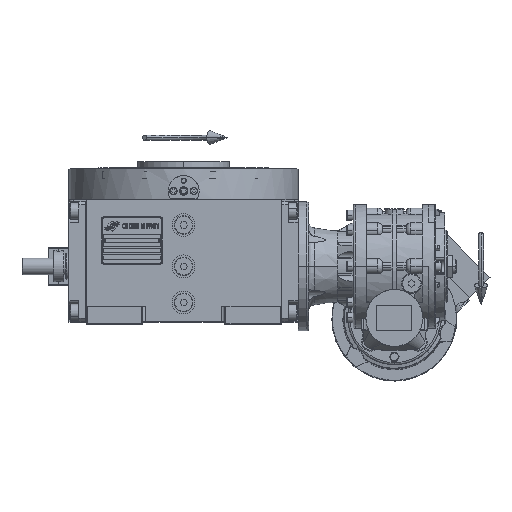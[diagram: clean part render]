
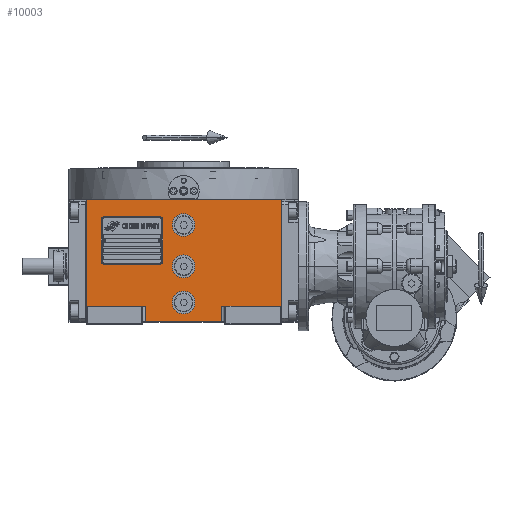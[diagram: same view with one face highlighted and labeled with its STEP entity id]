
A CAD part, top view. The second image highlights one B-rep face of the part: STEP entity #10003.
In plain terms, the highlighted planar face has unit normal (0, 0, 1).
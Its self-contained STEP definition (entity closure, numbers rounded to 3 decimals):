
#665 = VECTOR ( 'NONE', #36743, 1000. ) ;
#1199 = VECTOR ( 'NONE', #78561, 1000. ) ;
#1635 = EDGE_CURVE ( 'NONE', #50068, #19319, #73785, .T. ) ;
#2429 = VECTOR ( 'NONE', #27567, 1000. ) ;
#3835 = CIRCLE ( 'NONE', #73678, 11. ) ;
#4361 = CARTESIAN_POINT ( 'NONE',  ( 0., 0., 163.5 ) ) ;
#5480 = DIRECTION ( 'NONE',  ( 0., -1., 0. ) ) ;
#5897 = ORIENTED_EDGE ( 'NONE', *, *, #1635, .F. ) ;
#6182 = VERTEX_POINT ( 'NONE', #80418 ) ;
#6588 = ORIENTED_EDGE ( 'NONE', *, *, #9411, .F. ) ;
#6803 = EDGE_CURVE ( 'NONE', #97858, #123140, #123279, .T. ) ;
#7035 = CARTESIAN_POINT ( 'NONE',  ( -94.5, -38.5, 163.5 ) ) ;
#7602 = AXIS2_PLACEMENT_3D ( 'NONE', #99087, #59966, #38154 ) ;
#8667 = ORIENTED_EDGE ( 'NONE', *, *, #40797, .F. ) ;
#8929 = FACE_OUTER_BOUND ( 'NONE', #85620, .T. ) ;
#9411 = EDGE_CURVE ( 'NONE', #54856, #49660, #96267, .T. ) ;
#10003 = ADVANCED_FACE ( 'NONE', ( #99740, #19539, #130841, #8929 ), #58668, .T. ) ;
#13165 = CARTESIAN_POINT ( 'NONE',  ( -37., -53.5, 163.5 ) ) ;
#13250 = EDGE_LOOP ( 'NONE', ( #42124, #40333 ) ) ;
#13793 = CARTESIAN_POINT ( 'NONE',  ( -94.5, 64.5, 163.5 ) ) ;
#14327 = CIRCLE ( 'NONE', #88399, 11. ) ;
#15235 = CARTESIAN_POINT ( 'NONE',  ( 11., 40., 163.5 ) ) ;
#16559 = CARTESIAN_POINT ( 'NONE',  ( 0., 40., 163.5 ) ) ;
#19319 = VERTEX_POINT ( 'NONE', #22525 ) ;
#19539 = FACE_BOUND ( 'NONE', #69822, .T. ) ;
#19589 = ORIENTED_EDGE ( 'NONE', *, *, #33753, .F. ) ;
#22525 = CARTESIAN_POINT ( 'NONE',  ( 11., 0., 163.5 ) ) ;
#22964 = VECTOR ( 'NONE', #75390, 1000. ) ;
#23091 = LINE ( 'NONE', #13165, #29494 ) ;
#25052 = AXIS2_PLACEMENT_3D ( 'NONE', #16559, #35806, #45755 ) ;
#27290 = VERTEX_POINT ( 'NONE', #87193 ) ;
#27538 = LINE ( 'NONE', #59334, #1199 ) ;
#27567 = DIRECTION ( 'NONE',  ( 0., 1., 0. ) ) ;
#29494 = VECTOR ( 'NONE', #125088, 1000. ) ;
#30010 = VECTOR ( 'NONE', #46952, 1000. ) ;
#32526 = DIRECTION ( 'NONE',  ( 0., 1., 0. ) ) ;
#33250 = CARTESIAN_POINT ( 'NONE',  ( 0., -35., 163.5 ) ) ;
#33753 = EDGE_CURVE ( 'NONE', #130409, #27290, #14327, .T. ) ;
#35806 = DIRECTION ( 'NONE',  ( 0., 0., 1. ) ) ;
#36468 = ORIENTED_EDGE ( 'NONE', *, *, #51954, .F. ) ;
#36743 = DIRECTION ( 'NONE',  ( 1., 0., 0. ) ) ;
#37914 = CARTESIAN_POINT ( 'NONE',  ( -11., 40., 163.5 ) ) ;
#38154 = DIRECTION ( 'NONE',  ( 1., 0., 0. ) ) ;
#40333 = ORIENTED_EDGE ( 'NONE', *, *, #113699, .F. ) ;
#40797 = EDGE_CURVE ( 'NONE', #6182, #64204, #116403, .T. ) ;
#42124 = ORIENTED_EDGE ( 'NONE', *, *, #93277, .F. ) ;
#42619 = VECTOR ( 'NONE', #5480, 1000. ) ;
#43962 = ORIENTED_EDGE ( 'NONE', *, *, #6803, .F. ) ;
#44092 = CIRCLE ( 'NONE', #25052, 11. ) ;
#44858 = CARTESIAN_POINT ( 'NONE',  ( 37., -38.5, 163.5 ) ) ;
#45755 = DIRECTION ( 'NONE',  ( 1., 0., 0. ) ) ;
#45778 = EDGE_CURVE ( 'NONE', #27290, #130409, #108255, .T. ) ;
#46402 = CARTESIAN_POINT ( 'NONE',  ( -11., -35., 163.5 ) ) ;
#46952 = DIRECTION ( 'NONE',  ( 0., 1., 0. ) ) ;
#47236 = DIRECTION ( 'NONE',  ( -1., 0., 0. ) ) ;
#49660 = VERTEX_POINT ( 'NONE', #66742 ) ;
#50068 = VERTEX_POINT ( 'NONE', #56469 ) ;
#50202 = DIRECTION ( 'NONE',  ( 0., 0., 1. ) ) ;
#51954 = EDGE_CURVE ( 'NONE', #19319, #50068, #100762, .T. ) ;
#52113 = CARTESIAN_POINT ( 'NONE',  ( -94.5, 64.5, 163.5 ) ) ;
#52701 = AXIS2_PLACEMENT_3D ( 'NONE', #71401, #50202, #61466 ) ;
#52737 = CARTESIAN_POINT ( 'NONE',  ( 94.5, -38.5, 163.5 ) ) ;
#54761 = DIRECTION ( 'NONE',  ( 0., 0., 1. ) ) ;
#54856 = VERTEX_POINT ( 'NONE', #44858 ) ;
#56469 = CARTESIAN_POINT ( 'NONE',  ( -11., 0., 163.5 ) ) ;
#56988 = VECTOR ( 'NONE', #32526, 1000. ) ;
#57271 = CARTESIAN_POINT ( 'NONE',  ( -94.5, -38.5, 163.5 ) ) ;
#57805 = VERTEX_POINT ( 'NONE', #52737 ) ;
#58175 = LINE ( 'NONE', #99234, #30010 ) ;
#58668 = PLANE ( 'NONE',  #7602 ) ;
#59334 = CARTESIAN_POINT ( 'NONE',  ( 37., -38.5, 163.5 ) ) ;
#59966 = DIRECTION ( 'NONE',  ( 0., 0., 1. ) ) ;
#61466 = DIRECTION ( 'NONE',  ( -1., 0., 0. ) ) ;
#62015 = LINE ( 'NONE', #57271, #665 ) ;
#62106 = ORIENTED_EDGE ( 'NONE', *, *, #80061, .T. ) ;
#62539 = ORIENTED_EDGE ( 'NONE', *, *, #45778, .F. ) ;
#64204 = VERTEX_POINT ( 'NONE', #52113 ) ;
#66019 = DIRECTION ( 'NONE',  ( 0., 0., 1. ) ) ;
#66118 = LINE ( 'NONE', #13793, #22964 ) ;
#66315 = ORIENTED_EDGE ( 'NONE', *, *, #87381, .T. ) ;
#66742 = CARTESIAN_POINT ( 'NONE',  ( 37., -53.5, 163.5 ) ) ;
#69822 = EDGE_LOOP ( 'NONE', ( #62539, #19589 ) ) ;
#71401 = CARTESIAN_POINT ( 'NONE',  ( 0., 0., 163.5 ) ) ;
#73678 = AXIS2_PLACEMENT_3D ( 'NONE', #125389, #104914, #47236 ) ;
#73785 = CIRCLE ( 'NONE', #52701, 11. ) ;
#74611 = CARTESIAN_POINT ( 'NONE',  ( 0., -35., 163.5 ) ) ;
#75390 = DIRECTION ( 'NONE',  ( 1., 0., 0. ) ) ;
#75941 = DIRECTION ( 'NONE',  ( 1., 0., 0. ) ) ;
#77017 = CARTESIAN_POINT ( 'NONE',  ( 94.5, 64.5, 163.5 ) ) ;
#78561 = DIRECTION ( 'NONE',  ( 1., 0., 0. ) ) ;
#80061 = EDGE_CURVE ( 'NONE', #54856, #57805, #27538, .T. ) ;
#80418 = CARTESIAN_POINT ( 'NONE',  ( -94.5, -38.5, 163.5 ) ) ;
#84272 = CARTESIAN_POINT ( 'NONE',  ( -37., -53.5, 163.5 ) ) ;
#85620 = EDGE_LOOP ( 'NONE', ( #99327, #6588, #62106, #118178, #107514, #8667, #66315, #43962 ) ) ;
#86985 = CARTESIAN_POINT ( 'NONE',  ( 37., -38.5, 163.5 ) ) ;
#87193 = CARTESIAN_POINT ( 'NONE',  ( 11., -35., 163.5 ) ) ;
#87381 = EDGE_CURVE ( 'NONE', #6182, #123140, #62015, .T. ) ;
#88399 = AXIS2_PLACEMENT_3D ( 'NONE', #33250, #102207, #124001 ) ;
#93277 = EDGE_CURVE ( 'NONE', #120367, #129033, #44092, .T. ) ;
#94736 = EDGE_CURVE ( 'NONE', #57805, #121290, #58175, .T. ) ;
#95394 = CARTESIAN_POINT ( 'NONE',  ( -37., -53.5, 163.5 ) ) ;
#96267 = LINE ( 'NONE', #86985, #42619 ) ;
#97858 = VERTEX_POINT ( 'NONE', #84272 ) ;
#98574 = AXIS2_PLACEMENT_3D ( 'NONE', #4361, #66019, #75941 ) ;
#99087 = CARTESIAN_POINT ( 'NONE',  ( -94.5, -53.5, 163.5 ) ) ;
#99234 = CARTESIAN_POINT ( 'NONE',  ( 94.5, -38.5, 163.5 ) ) ;
#99327 = ORIENTED_EDGE ( 'NONE', *, *, #105822, .T. ) ;
#99740 = FACE_BOUND ( 'NONE', #101649, .T. ) ;
#100762 = CIRCLE ( 'NONE', #98574, 11. ) ;
#101649 = EDGE_LOOP ( 'NONE', ( #36468, #5897 ) ) ;
#102207 = DIRECTION ( 'NONE',  ( 0., 0., 1. ) ) ;
#103741 = EDGE_CURVE ( 'NONE', #64204, #121290, #66118, .T. ) ;
#104914 = DIRECTION ( 'NONE',  ( 0., 0., 1. ) ) ;
#105822 = EDGE_CURVE ( 'NONE', #97858, #49660, #23091, .T. ) ;
#107514 = ORIENTED_EDGE ( 'NONE', *, *, #103741, .F. ) ;
#108255 = CIRCLE ( 'NONE', #118831, 11. ) ;
#113699 = EDGE_CURVE ( 'NONE', #129033, #120367, #3835, .T. ) ;
#115043 = DIRECTION ( 'NONE',  ( 1., 0., 0. ) ) ;
#116403 = LINE ( 'NONE', #7035, #2429 ) ;
#117803 = CARTESIAN_POINT ( 'NONE',  ( -37., -38.5, 163.5 ) ) ;
#118178 = ORIENTED_EDGE ( 'NONE', *, *, #94736, .T. ) ;
#118831 = AXIS2_PLACEMENT_3D ( 'NONE', #74611, #54761, #115043 ) ;
#120367 = VERTEX_POINT ( 'NONE', #15235 ) ;
#121290 = VERTEX_POINT ( 'NONE', #77017 ) ;
#123140 = VERTEX_POINT ( 'NONE', #117803 ) ;
#123279 = LINE ( 'NONE', #95394, #56988 ) ;
#124001 = DIRECTION ( 'NONE',  ( -1., 0., 0. ) ) ;
#125088 = DIRECTION ( 'NONE',  ( 1., 0., 0. ) ) ;
#125389 = CARTESIAN_POINT ( 'NONE',  ( 0., 40., 163.5 ) ) ;
#129033 = VERTEX_POINT ( 'NONE', #37914 ) ;
#130409 = VERTEX_POINT ( 'NONE', #46402 ) ;
#130841 = FACE_BOUND ( 'NONE', #13250, .T. ) ;
